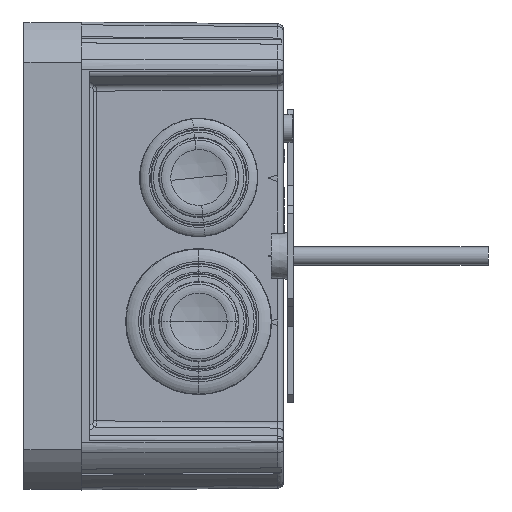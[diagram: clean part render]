
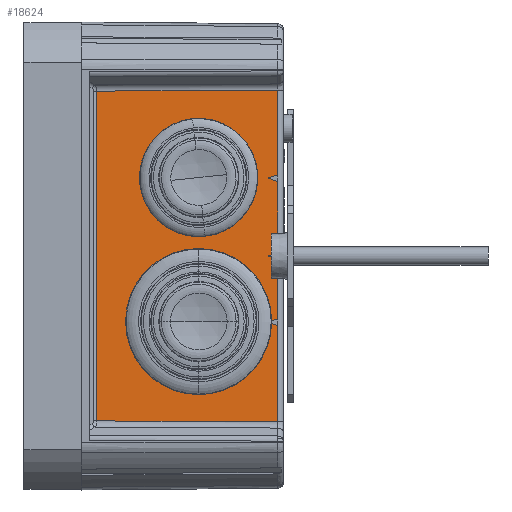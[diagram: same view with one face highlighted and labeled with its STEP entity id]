
A CAD part, left-side view. The second image highlights one B-rep face of the part: STEP entity #18624.
In plain terms, the highlighted planar face has unit normal (-1, -0.009, 0).
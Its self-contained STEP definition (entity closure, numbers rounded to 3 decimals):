
#68 = VERTEX_POINT ( 'NONE', #22860 ) ;
#470 = VECTOR ( 'NONE', #22898, 1000. ) ;
#511 = LINE ( 'NONE', #20268, #470 ) ;
#791 = CIRCLE ( 'NONE', #27063, 0.1 ) ;
#1016 = AXIS2_PLACEMENT_3D ( 'NONE', #1846, #20593, #4691 ) ;
#1846 = CARTESIAN_POINT ( 'NONE',  ( -69.923, 3.537, -16.5 ) ) ;
#1922 = EDGE_CURVE ( 'NONE', #3016, #16377, #16222, .T. ) ;
#2333 = DIRECTION ( 'NONE',  ( 0.009, -1., 0. ) ) ;
#2408 = CARTESIAN_POINT ( 'NONE',  ( -70.298, 46.525, -41.084 ) ) ;
#2531 = DIRECTION ( 'NONE',  ( 1., 0.009, 0. ) ) ;
#2608 = VECTOR ( 'NONE', #33770, 1000. ) ;
#2634 = LINE ( 'NONE', #2408, #2608 ) ;
#2726 = CARTESIAN_POINT ( 'NONE',  ( -69.923, 3.537, 19.4 ) ) ;
#3016 = VERTEX_POINT ( 'NONE', #29461 ) ;
#3448 = VERTEX_POINT ( 'NONE', #20881 ) ;
#3516 = EDGE_CURVE ( 'NONE', #18375, #32399, #27228, .T. ) ;
#3844 = LINE ( 'NONE', #33655, #3910 ) ;
#3910 = VECTOR ( 'NONE', #33774, 1000. ) ;
#4331 = CARTESIAN_POINT ( 'NONE',  ( -69.904, 1.437, 18.529 ) ) ;
#4691 = DIRECTION ( 'NONE',  ( -0.009, 1., 0. ) ) ;
#4788 = CARTESIAN_POINT ( 'NONE',  ( -69.904, 1.437, 20.271 ) ) ;
#4907 = CARTESIAN_POINT ( 'NONE',  ( -69.904, 1.437, 0.871 ) ) ;
#4975 = CARTESIAN_POINT ( 'NONE',  ( -69.904, 1.437, 41.318 ) ) ;
#5055 = CARTESIAN_POINT ( 'NONE',  ( -69.923, 3.571, -16.406 ) ) ;
#5379 = DIRECTION ( 'NONE',  ( 0.008, -0.94, 0.342 ) ) ;
#5450 = EDGE_CURVE ( 'NONE', #32399, #68, #21400, .T. ) ;
#5683 = LINE ( 'NONE', #12473, #5844 ) ;
#5765 = PLANE ( 'NONE',  #12256 ) ;
#5844 = VECTOR ( 'NONE', #12446, 1000. ) ;
#8300 = EDGE_CURVE ( 'NONE', #14591, #21552, #5683, .T. ) ;
#8494 = CARTESIAN_POINT ( 'NONE',  ( -69.923, 3.571, 19.306 ) ) ;
#8575 = DIRECTION ( 'NONE',  ( 0.009, -1., 0. ) ) ;
#8709 = EDGE_CURVE ( 'NONE', #29789, #14591, #3844, .T. ) ;
#8712 = VECTOR ( 'NONE', #18282, 1000. ) ;
#8798 = LINE ( 'NONE', #4975, #8712 ) ;
#9014 = EDGE_CURVE ( 'NONE', #3448, #29789, #2634, .T. ) ;
#9648 = EDGE_CURVE ( 'NONE', #26704, #3448, #34315, .T. ) ;
#9797 = CARTESIAN_POINT ( 'NONE',  ( -69.923, 3.537, 0. ) ) ;
#10258 = EDGE_CURVE ( 'NONE', #12869, #26704, #31050, .T. ) ;
#10625 = EDGE_CURVE ( 'NONE', #68, #12869, #29443, .T. ) ;
#10634 = CARTESIAN_POINT ( 'NONE',  ( -70.298, 46.525, -41.086 ) ) ;
#11229 = DIRECTION ( 'NONE',  ( -1., -0.009, 0. ) ) ;
#11379 = VECTOR ( 'NONE', #27393, 1000. ) ;
#11479 = DIRECTION ( 'NONE',  ( 0., 0., 1. ) ) ;
#11486 = CARTESIAN_POINT ( 'NONE',  ( -69.904, 1.437, 41.318 ) ) ;
#11492 = LINE ( 'NONE', #24791, #11379 ) ;
#12194 = EDGE_CURVE ( 'NONE', #31742, #18375, #20136, .T. ) ;
#12234 = EDGE_CURVE ( 'NONE', #25049, #31742, #20035, .T. ) ;
#12256 = AXIS2_PLACEMENT_3D ( 'NONE', #19034, #11229, #8575 ) ;
#12446 = DIRECTION ( 'NONE',  ( 0., 0., 1. ) ) ;
#12473 = CARTESIAN_POINT ( 'NONE',  ( -69.904, 1.437, 41.318 ) ) ;
#12546 = DIRECTION ( 'NONE',  ( -0.009, 1., 0. ) ) ;
#12689 = CARTESIAN_POINT ( 'NONE',  ( -69.904, 1.437, 41.311 ) ) ;
#12869 = VERTEX_POINT ( 'NONE', #4788 ) ;
#13187 = CIRCLE ( 'NONE', #1016, 0.1 ) ;
#14076 = DIRECTION ( 'NONE',  ( -0.008, 0.94, 0.342 ) ) ;
#14157 = CARTESIAN_POINT ( 'NONE',  ( -69.904, 1.437, -41.311 ) ) ;
#14175 = CARTESIAN_POINT ( 'NONE',  ( -69.923, 3.571, 19.306 ) ) ;
#14591 = VERTEX_POINT ( 'NONE', #14157 ) ;
#16222 = LINE ( 'NONE', #5055, #16401 ) ;
#16377 = VERTEX_POINT ( 'NONE', #29102 ) ;
#16401 = VECTOR ( 'NONE', #5379, 1000. ) ;
#16506 = CARTESIAN_POINT ( 'NONE',  ( -69.904, 1.437, 20.271 ) ) ;
#18107 = CARTESIAN_POINT ( 'NONE',  ( -69.904, 1.437, -0.871 ) ) ;
#18282 = DIRECTION ( 'NONE',  ( 0., 0., 1. ) ) ;
#18333 = EDGE_CURVE ( 'NONE', #23673, #25049, #791, .T. ) ;
#18373 = EDGE_CURVE ( 'NONE', #21552, #20685, #511, .T. ) ;
#18375 = VERTEX_POINT ( 'NONE', #4331 ) ;
#18624 = ADVANCED_FACE ( 'NONE', ( #33620 ), #5765, .T. ) ;
#19034 = CARTESIAN_POINT ( 'NONE',  ( -69.892, 0., 42.347 ) ) ;
#19884 = EDGE_LOOP ( 'NONE', ( #20809, #21881, #22368, #22753, #23751, #23877, #24072, #24240, #24686, #24783, #26346, #26760, #27006, #27535, #27473, #28403 ) ) ;
#19932 = VECTOR ( 'NONE', #22339, 1000. ) ;
#20035 = LINE ( 'NONE', #21903, #19932 ) ;
#20136 = LINE ( 'NONE', #22496, #20310 ) ;
#20268 = CARTESIAN_POINT ( 'NONE',  ( -69.904, 1.437, -17.371 ) ) ;
#20303 = DIRECTION ( 'NONE',  ( 0.008, -0.94, 0.342 ) ) ;
#20310 = VECTOR ( 'NONE', #22456, 1000. ) ;
#20593 = DIRECTION ( 'NONE',  ( 1., 0.009, 0. ) ) ;
#20685 = VERTEX_POINT ( 'NONE', #21133 ) ;
#20809 = ORIENTED_EDGE ( 'NONE', *, *, #18373, .T. ) ;
#20881 = CARTESIAN_POINT ( 'NONE',  ( -70.298, 46.525, 41.086 ) ) ;
#21116 = AXIS2_PLACEMENT_3D ( 'NONE', #2726, #2531, #2333 ) ;
#21133 = CARTESIAN_POINT ( 'NONE',  ( -69.923, 3.571, -16.594 ) ) ;
#21164 = VERTEX_POINT ( 'NONE', #18107 ) ;
#21400 = CIRCLE ( 'NONE', #21116, 0.1 ) ;
#21552 = VERTEX_POINT ( 'NONE', #24525 ) ;
#21881 = ORIENTED_EDGE ( 'NONE', *, *, #24196, .T. ) ;
#21903 = CARTESIAN_POINT ( 'NONE',  ( -69.904, 1.437, 0.871 ) ) ;
#22339 = DIRECTION ( 'NONE',  ( 0.008, -0.94, 0.342 ) ) ;
#22368 = ORIENTED_EDGE ( 'NONE', *, *, #1922, .T. ) ;
#22456 = DIRECTION ( 'NONE',  ( 0., 0., 1. ) ) ;
#22496 = CARTESIAN_POINT ( 'NONE',  ( -69.904, 1.437, 41.318 ) ) ;
#22753 = ORIENTED_EDGE ( 'NONE', *, *, #25151, .T. ) ;
#22860 = CARTESIAN_POINT ( 'NONE',  ( -69.923, 3.571, 19.494 ) ) ;
#22898 = DIRECTION ( 'NONE',  ( -0.008, 0.94, 0.342 ) ) ;
#23673 = VERTEX_POINT ( 'NONE', #28381 ) ;
#23751 = ORIENTED_EDGE ( 'NONE', *, *, #24568, .T. ) ;
#23877 = ORIENTED_EDGE ( 'NONE', *, *, #18333, .T. ) ;
#24072 = ORIENTED_EDGE ( 'NONE', *, *, #12234, .T. ) ;
#24196 = EDGE_CURVE ( 'NONE', #20685, #3016, #13187, .T. ) ;
#24240 = ORIENTED_EDGE ( 'NONE', *, *, #12194, .T. ) ;
#24525 = CARTESIAN_POINT ( 'NONE',  ( -69.904, 1.437, -17.371 ) ) ;
#24568 = EDGE_CURVE ( 'NONE', #21164, #23673, #11492, .T. ) ;
#24686 = ORIENTED_EDGE ( 'NONE', *, *, #3516, .T. ) ;
#24783 = ORIENTED_EDGE ( 'NONE', *, *, #5450, .T. ) ;
#24791 = CARTESIAN_POINT ( 'NONE',  ( -69.923, 3.571, -0.094 ) ) ;
#24985 = CARTESIAN_POINT ( 'NONE',  ( -70.301, 46.929, 41.084 ) ) ;
#25049 = VERTEX_POINT ( 'NONE', #34352 ) ;
#25151 = EDGE_CURVE ( 'NONE', #16377, #21164, #8798, .T. ) ;
#26346 = ORIENTED_EDGE ( 'NONE', *, *, #10625, .T. ) ;
#26704 = VERTEX_POINT ( 'NONE', #12689 ) ;
#26760 = ORIENTED_EDGE ( 'NONE', *, *, #10258, .T. ) ;
#27006 = ORIENTED_EDGE ( 'NONE', *, *, #9648, .T. ) ;
#27063 = AXIS2_PLACEMENT_3D ( 'NONE', #9797, #28020, #12546 ) ;
#27228 = LINE ( 'NONE', #14175, #32606 ) ;
#27393 = DIRECTION ( 'NONE',  ( -0.008, 0.94, 0.342 ) ) ;
#27473 = ORIENTED_EDGE ( 'NONE', *, *, #8709, .T. ) ;
#27535 = ORIENTED_EDGE ( 'NONE', *, *, #9014, .T. ) ;
#28020 = DIRECTION ( 'NONE',  ( 1., 0.009, 0. ) ) ;
#28381 = CARTESIAN_POINT ( 'NONE',  ( -69.923, 3.571, -0.094 ) ) ;
#28403 = ORIENTED_EDGE ( 'NONE', *, *, #8300, .T. ) ;
#29102 = CARTESIAN_POINT ( 'NONE',  ( -69.904, 1.437, -15.629 ) ) ;
#29409 = VECTOR ( 'NONE', #20303, 1000. ) ;
#29443 = LINE ( 'NONE', #16506, #29409 ) ;
#29461 = CARTESIAN_POINT ( 'NONE',  ( -69.923, 3.571, -16.406 ) ) ;
#29789 = VERTEX_POINT ( 'NONE', #10634 ) ;
#31050 = LINE ( 'NONE', #11486, #31457 ) ;
#31457 = VECTOR ( 'NONE', #11479, 1000. ) ;
#31742 = VERTEX_POINT ( 'NONE', #4907 ) ;
#32399 = VERTEX_POINT ( 'NONE', #8494 ) ;
#32606 = VECTOR ( 'NONE', #14076, 1000. ) ;
#33119 = DIRECTION ( 'NONE',  ( -0.009, 1., -0.005 ) ) ;
#33620 = FACE_OUTER_BOUND ( 'NONE', #19884, .T. ) ;
#33655 = CARTESIAN_POINT ( 'NONE',  ( -69.892, -0.005, -41.318 ) ) ;
#33770 = DIRECTION ( 'NONE',  ( 0., 0., -1. ) ) ;
#33774 = DIRECTION ( 'NONE',  ( 0.009, -1., -0.005 ) ) ;
#34133 = VECTOR ( 'NONE', #33119, 1000. ) ;
#34315 = LINE ( 'NONE', #24985, #34133 ) ;
#34352 = CARTESIAN_POINT ( 'NONE',  ( -69.923, 3.571, 0.094 ) ) ;
